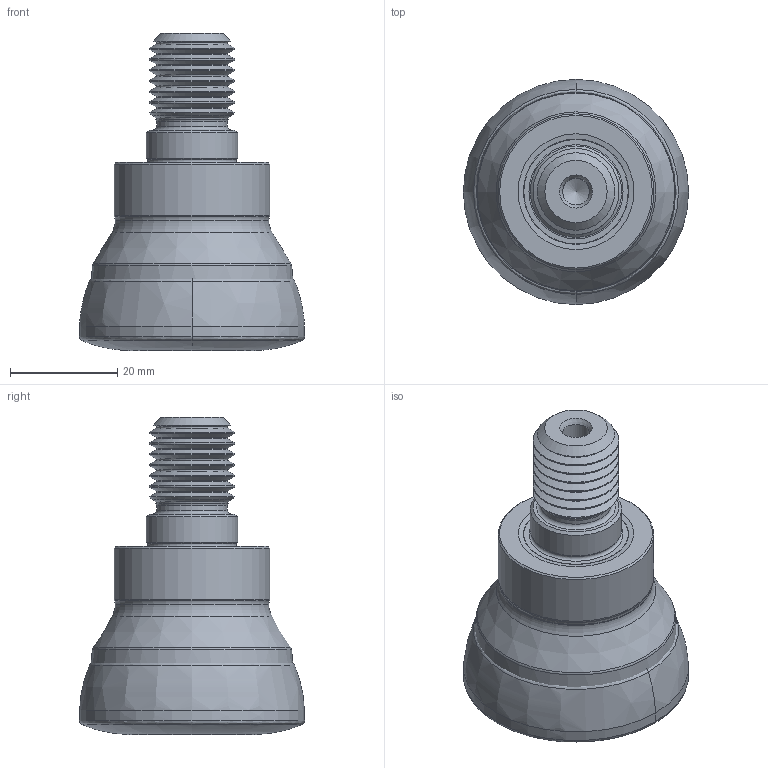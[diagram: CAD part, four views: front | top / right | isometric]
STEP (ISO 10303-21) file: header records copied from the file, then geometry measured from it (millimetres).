
FILE_DESCRIPTION (( 'STEP AP203' ), '1' );
FILE_NAME ('CUT PROFILE - 181038800.STEP', '2019-07-11T10:41:12', ( '' ), ( '' ), 'SwSTEP 2.0', 'SolidWorks 2015', '' );
FILE_SCHEMA (( 'CONFIG_CONTROL_DESIGN' ));
Length unit declared in the file: millimetre
Products named in the file (5): CUT^CUT PROFILE - 181038800; NOCUT^CUT PROFILE - 181038800; CUT PROFILE - 181038800
Assembly tree (2 placements, depth 2):
  CUT PROFILE - 181038800
    CUT^CUT PROFILE - 181038800
    NOCUT^CUT PROFILE - 181038800
  CUT^CUT PROFILE - 181038800
  NOCUT^CUT PROFILE - 181038800
Bounding box: 41.9 x 41.9 x 58.99 mm (x, y, z)
Volume: 47422.5 mm3; surface area: 11757.9 mm2
Topology: 2 solids, 2 shells, 89 faces, 176 edges, 94 vertices
Faces by surface type: cone 29, bspline 22, torus 19, cylinder 12, plane 7
Full cylindrical faces by diameter (mm): 2 x1, 5 x1, 13.2 x1, 16 x6, 17 x1, 28.6 x1, 29 x1
Entity records: 3567 total; most frequent: CARTESIAN_POINT 1625, DIRECTION 326, ORIENTED_EDGE 224, AXIS2_PLACEMENT_3D 163, EDGE_LOOP 156, FACE_OUTER_BOUND 122, EDGE_CURVE 112, VERTEX_POINT 92
